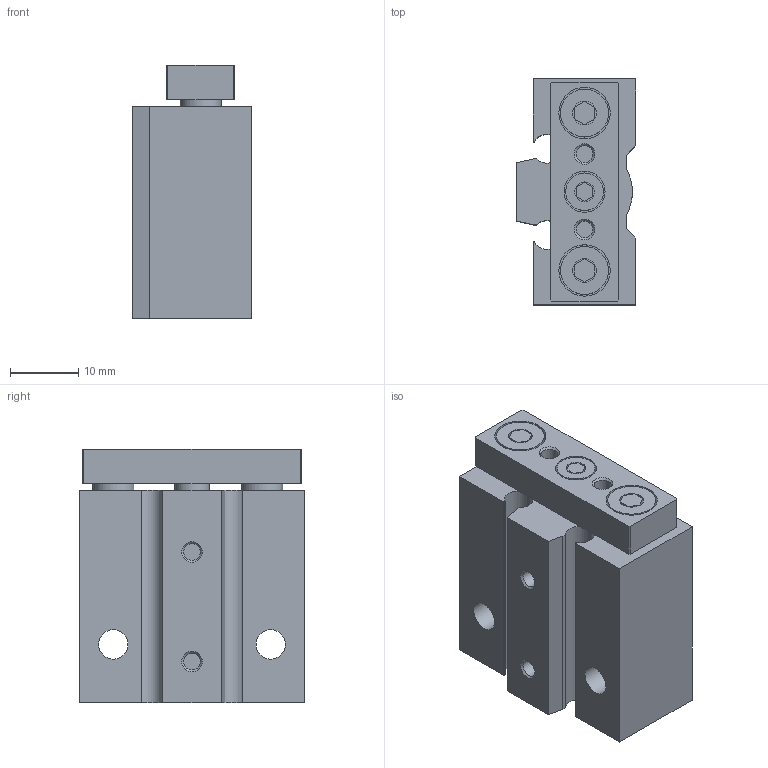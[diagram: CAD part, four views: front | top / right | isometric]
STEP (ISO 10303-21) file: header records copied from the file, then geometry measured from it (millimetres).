
FILE_DESCRIPTION( ( 'STEP AP203' ), '1' );
FILE_NAME( 'SGM10x5-S()(0-0).stp', '2021-10-12T02:28:31', ( 'License CC BY-ND 4.0' ), ( 'CADENAS' ), ' ', 'PARTsolutions', ' ' );
FILE_SCHEMA( ( 'CONFIG_CONTROL_DESIGN' ) );
Length unit declared in the file: millimetre
Products named in the file (4): SGM10x5-S()(0-0); _SGM10x5-M(dummy-0) 0; _SGM10x5-M(-0body); _SGM10x5-M(-0)_ROD
Assembly tree (3 placements, depth 2):
  SGM10x5-S()(0-0)
    _SGM10x5-M(dummy-0) 0
    _SGM10x5-M(-0body)
    _SGM10x5-M(-0)_ROD
Bounding box: 17.5 x 33 x 37 mm (x, y, z)
Volume: 16051.4 mm3; surface area: 8974.7 mm2
Topology: 2 solids, 2 shells, 116 faces, 249 edges, 163 vertices
Faces by surface type: plane 70, cylinder 31, cone 15
Full cylindrical faces by diameter (mm): 2 x1, 2.459 x4, 2.88 x1, 3.242 x4, 3.46 x2, 4.3 x2, 5 x2, 5.5 x1, 6 x5, 7 x2, 7.5 x2
Entity records: 3059 total; most frequent: DIRECTION 522, CARTESIAN_POINT 485, ORIENTED_EDGE 410, EDGE_CURVE 205, AXIS2_PLACEMENT_3D 197, EDGE_LOOP 190, VERTEX_POINT 159, FACE_OUTER_BOUND 142
